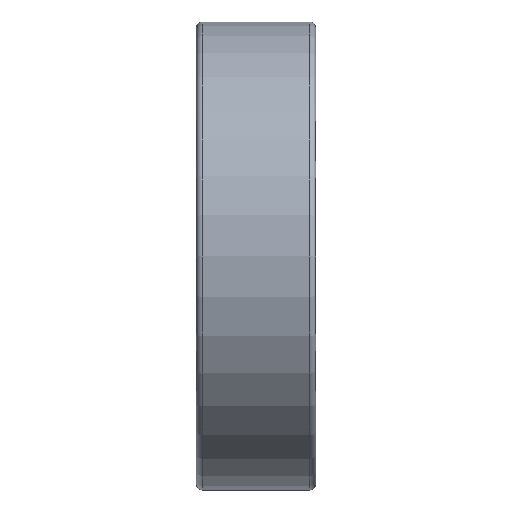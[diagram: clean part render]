
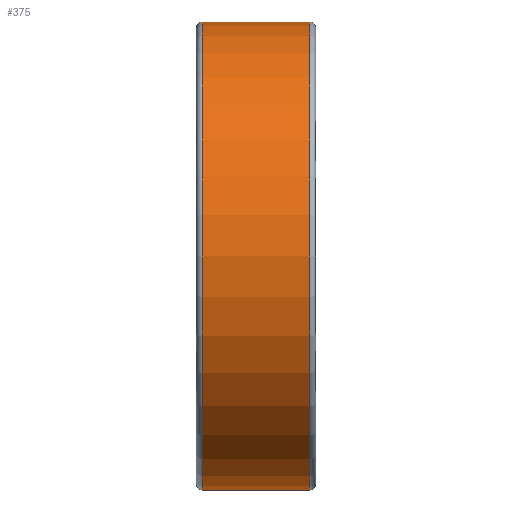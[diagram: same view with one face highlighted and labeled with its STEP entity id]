
A CAD part, front view. The second image highlights one B-rep face of the part: STEP entity #375.
In plain terms, the highlighted cylindrical face has radius 23.5 mm (diameter 47 mm), a full revolution.
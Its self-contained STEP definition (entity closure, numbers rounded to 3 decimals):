
#375 = ADVANCED_FACE( '', ( #628, #629 ), #630, .T. );
#628 = FACE_OUTER_BOUND( '', #815, .T. );
#629 = FACE_OUTER_BOUND( '', #816, .T. );
#630 = CYLINDRICAL_SURFACE( '', #817, 23.5 );
#815 = EDGE_LOOP( '', ( #1056 ) );
#816 = EDGE_LOOP( '', ( #1057 ) );
#817 = AXIS2_PLACEMENT_3D( '', #1058, #1059, #1060 );
#1056 = ORIENTED_EDGE( '', *, *, #1187, .T. );
#1057 = ORIENTED_EDGE( '', *, *, #1150, .F. );
#1058 = CARTESIAN_POINT( '', ( 50., 0., 0. ) );
#1059 = DIRECTION( '', ( -1., 0., 0. ) );
#1060 = DIRECTION( '', ( 0., 0., -1. ) );
#1150 = EDGE_CURVE( '', #1259, #1259, #1260, .T. );
#1187 = EDGE_CURVE( '', #1309, #1309, #1310, .T. );
#1259 = VERTEX_POINT( '', #1386 );
#1260 = CIRCLE( '', #1387, 23.5 );
#1309 = VERTEX_POINT( '', #1436 );
#1310 = CIRCLE( '', #1437, 23.5 );
#1386 = CARTESIAN_POINT( '', ( 11.4, 0., -23.5 ) );
#1387 = AXIS2_PLACEMENT_3D( '', #1521, #1522, #1523 );
#1436 = CARTESIAN_POINT( '', ( 0.6, 0., -23.5 ) );
#1437 = AXIS2_PLACEMENT_3D( '', #1569, #1570, #1571 );
#1521 = CARTESIAN_POINT( '', ( 11.4, 0., 0. ) );
#1522 = DIRECTION( '', ( 1., 0., 0. ) );
#1523 = DIRECTION( '', ( 0., 0., -1. ) );
#1569 = CARTESIAN_POINT( '', ( 0.6, 0., 0. ) );
#1570 = DIRECTION( '', ( 1., 0., 0. ) );
#1571 = DIRECTION( '', ( 0., 0., -1. ) );
